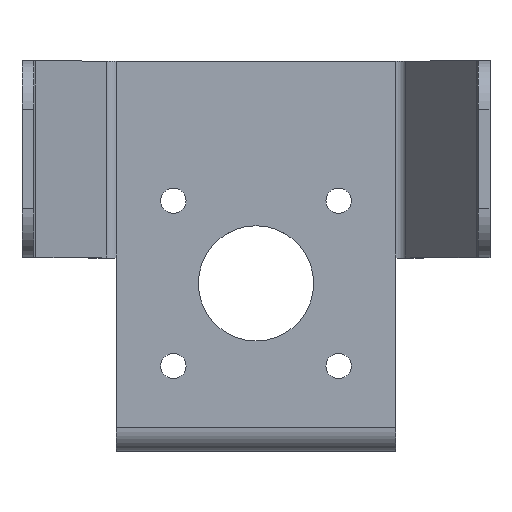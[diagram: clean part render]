
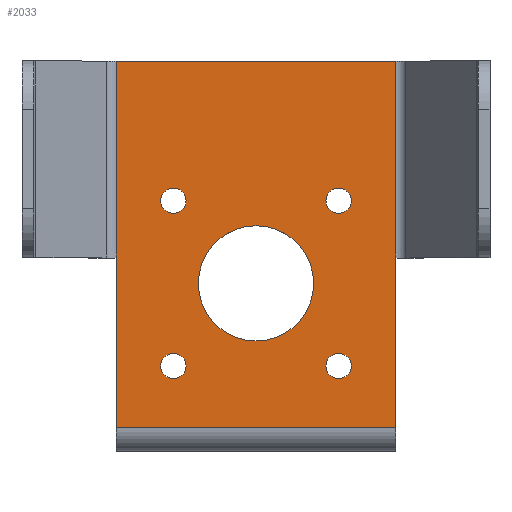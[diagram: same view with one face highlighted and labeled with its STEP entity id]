
A CAD part, top view. The second image highlights one B-rep face of the part: STEP entity #2033.
In plain terms, the highlighted planar face has unit normal (0, 0, 1).
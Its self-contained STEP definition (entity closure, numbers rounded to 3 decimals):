
#497=DIRECTION('',(-1.,0.,0.));
#498=VECTOR('',#497,71.733);
#499=CARTESIAN_POINT('',(35.867,100.,3.));
#500=LINE('',#499,#498);
#525=DIRECTION('',(0.,1.,0.));
#526=VECTOR('',#525,43.5);
#527=CARTESIAN_POINT('',(-35.867,6.,3.));
#528=LINE('',#527,#526);
#532=DIRECTION('',(0.,1.,0.));
#533=VECTOR('',#532,43.5);
#534=CARTESIAN_POINT('',(35.867,6.,3.));
#535=LINE('',#534,#533);
#539=CARTESIAN_POINT('',(0.,43.,3.));
#540=DIRECTION('',(0.,0.,-1.));
#541=DIRECTION('',(1.,0.,0.));
#542=AXIS2_PLACEMENT_3D('',#539,#540,#541);
#547=CARTESIAN_POINT('',(0.,43.,3.));
#548=DIRECTION('',(0.,0.,-1.));
#549=DIRECTION('',(-1.,0.,0.));
#550=AXIS2_PLACEMENT_3D('',#547,#548,#549);
#555=CARTESIAN_POINT('',(21.188,21.812,3.));
#556=DIRECTION('',(0.,0.,-1.));
#557=DIRECTION('',(1.,0.,0.));
#558=AXIS2_PLACEMENT_3D('',#555,#556,#557);
#563=CARTESIAN_POINT('',(21.188,21.812,3.));
#564=DIRECTION('',(0.,0.,-1.));
#565=DIRECTION('',(-1.,0.,0.));
#566=AXIS2_PLACEMENT_3D('',#563,#564,#565);
#571=CARTESIAN_POINT('',(-21.188,21.812,3.));
#572=DIRECTION('',(0.,0.,-1.));
#573=DIRECTION('',(1.,0.,0.));
#574=AXIS2_PLACEMENT_3D('',#571,#572,#573);
#579=CARTESIAN_POINT('',(-21.188,21.812,3.));
#580=DIRECTION('',(0.,0.,-1.));
#581=DIRECTION('',(-1.,0.,0.));
#582=AXIS2_PLACEMENT_3D('',#579,#580,#581);
#587=CARTESIAN_POINT('',(-21.188,64.189,3.));
#588=DIRECTION('',(0.,0.,-1.));
#589=DIRECTION('',(1.,0.,0.));
#590=AXIS2_PLACEMENT_3D('',#587,#588,#589);
#595=CARTESIAN_POINT('',(-21.188,64.189,3.));
#596=DIRECTION('',(0.,0.,-1.));
#597=DIRECTION('',(-1.,0.,0.));
#598=AXIS2_PLACEMENT_3D('',#595,#596,#597);
#603=CARTESIAN_POINT('',(21.188,64.189,3.));
#604=DIRECTION('',(0.,0.,-1.));
#605=DIRECTION('',(1.,0.,0.));
#606=AXIS2_PLACEMENT_3D('',#603,#604,#605);
#611=CARTESIAN_POINT('',(21.188,64.189,3.));
#612=DIRECTION('',(0.,0.,-1.));
#613=DIRECTION('',(-1.,0.,0.));
#614=AXIS2_PLACEMENT_3D('',#611,#612,#613);
#634=DIRECTION('',(-1.,0.,0.));
#635=VECTOR('',#634,71.733);
#636=CARTESIAN_POINT('',(35.867,6.,3.));
#637=LINE('',#636,#635);
#964=DIRECTION('',(0.,1.,0.));
#965=VECTOR('',#964,50.5);
#966=CARTESIAN_POINT('',(-35.867,49.5,3.));
#967=LINE('',#966,#965);
#1292=DIRECTION('',(0.,1.,0.));
#1293=VECTOR('',#1292,50.5);
#1294=CARTESIAN_POINT('',(35.867,49.5,3.));
#1295=LINE('',#1294,#1293);
#1424=CARTESIAN_POINT('',(35.867,100.,3.));
#1426=VERTEX_POINT('',#1424);
#1442=CARTESIAN_POINT('',(35.867,49.5,3.));
#1443=VERTEX_POINT('',#1442);
#1464=CARTESIAN_POINT('',(-35.867,100.,3.));
#1466=VERTEX_POINT('',#1464);
#1482=CARTESIAN_POINT('',(-35.867,49.5,3.));
#1483=VERTEX_POINT('',#1482);
#1544=CARTESIAN_POINT('',(-35.867,6.,3.));
#1545=VERTEX_POINT('',#1544);
#1546=CARTESIAN_POINT('',(35.867,6.,3.));
#1547=VERTEX_POINT('',#1546);
#1608=CARTESIAN_POINT('',(24.443,64.189,3.));
#1609=CARTESIAN_POINT('',(17.933,64.189,3.));
#1610=VERTEX_POINT('',#1608);
#1611=VERTEX_POINT('',#1609);
#1612=CARTESIAN_POINT('',(-17.933,64.189,3.));
#1613=CARTESIAN_POINT('',(-24.443,64.189,3.));
#1614=VERTEX_POINT('',#1612);
#1615=VERTEX_POINT('',#1613);
#1616=CARTESIAN_POINT('',(-17.933,21.812,3.));
#1617=CARTESIAN_POINT('',(-24.443,21.812,3.));
#1618=VERTEX_POINT('',#1616);
#1619=VERTEX_POINT('',#1617);
#1620=CARTESIAN_POINT('',(24.443,21.812,3.));
#1621=CARTESIAN_POINT('',(17.933,21.812,3.));
#1622=VERTEX_POINT('',#1620);
#1623=VERTEX_POINT('',#1621);
#1624=CARTESIAN_POINT('',(14.775,43.,3.));
#1625=CARTESIAN_POINT('',(-14.775,43.,3.));
#1626=VERTEX_POINT('',#1624);
#1627=VERTEX_POINT('',#1625);
#1986=CARTESIAN_POINT('',(38.99,0.,3.));
#1987=DIRECTION('',(0.,0.,-1.));
#1988=DIRECTION('',(-1.,0.,0.));
#1989=AXIS2_PLACEMENT_3D('',#1986,#1987,#1988);
#1990=PLANE('',#1989);
#1992=ORIENTED_EDGE('',*,*,#1991,.T.);
#1994=ORIENTED_EDGE('',*,*,#1993,.T.);
#1996=ORIENTED_EDGE('',*,*,#1995,.T.);
#1997=ORIENTED_EDGE('',*,*,#1977,.F.);
#1999=ORIENTED_EDGE('',*,*,#1998,.F.);
#2000=ORIENTED_EDGE('',*,*,#1918,.F.);
#2001=EDGE_LOOP('',(#1992,#1994,#1996,#1997,#1999,#2000));
#2002=FACE_OUTER_BOUND('',#2001,.F.);
#2004=ORIENTED_EDGE('',*,*,#2003,.F.);
#2006=ORIENTED_EDGE('',*,*,#2005,.F.);
#2007=EDGE_LOOP('',(#2004,#2006));
#2008=FACE_BOUND('',#2007,.F.);
#2010=ORIENTED_EDGE('',*,*,#2009,.F.);
#2012=ORIENTED_EDGE('',*,*,#2011,.F.);
#2013=EDGE_LOOP('',(#2010,#2012));
#2014=FACE_BOUND('',#2013,.F.);
#2016=ORIENTED_EDGE('',*,*,#2015,.F.);
#2018=ORIENTED_EDGE('',*,*,#2017,.F.);
#2019=EDGE_LOOP('',(#2016,#2018));
#2020=FACE_BOUND('',#2019,.F.);
#2022=ORIENTED_EDGE('',*,*,#2021,.F.);
#2024=ORIENTED_EDGE('',*,*,#2023,.F.);
#2025=EDGE_LOOP('',(#2022,#2024));
#2026=FACE_BOUND('',#2025,.F.);
#2028=ORIENTED_EDGE('',*,*,#2027,.F.);
#2030=ORIENTED_EDGE('',*,*,#2029,.F.);
#2031=EDGE_LOOP('',(#2028,#2030));
#2032=FACE_BOUND('',#2031,.F.);
#2033=ADVANCED_FACE('',(#2002,#2008,#2014,#2020,#2026,#2032),#1990,.F.);
#543=CIRCLE('',#542,14.775);
#551=CIRCLE('',#550,14.775);
#559=CIRCLE('',#558,3.255);
#567=CIRCLE('',#566,3.255);
#575=CIRCLE('',#574,3.255);
#583=CIRCLE('',#582,3.255);
#591=CIRCLE('',#590,3.255);
#599=CIRCLE('',#598,3.255);
#607=CIRCLE('',#606,3.255);
#615=CIRCLE('',#614,3.255);
#1918=EDGE_CURVE('',#1547,#1443,#535,.T.);
#1977=EDGE_CURVE('',#1426,#1466,#500,.T.);
#1991=EDGE_CURVE('',#1547,#1545,#637,.T.);
#1993=EDGE_CURVE('',#1545,#1483,#528,.T.);
#1995=EDGE_CURVE('',#1483,#1466,#967,.T.);
#1998=EDGE_CURVE('',#1443,#1426,#1295,.T.);
#2003=EDGE_CURVE('',#1626,#1627,#543,.T.);
#2005=EDGE_CURVE('',#1627,#1626,#551,.T.);
#2009=EDGE_CURVE('',#1622,#1623,#559,.T.);
#2011=EDGE_CURVE('',#1623,#1622,#567,.T.);
#2015=EDGE_CURVE('',#1618,#1619,#575,.T.);
#2017=EDGE_CURVE('',#1619,#1618,#583,.T.);
#2021=EDGE_CURVE('',#1614,#1615,#591,.T.);
#2023=EDGE_CURVE('',#1615,#1614,#599,.T.);
#2027=EDGE_CURVE('',#1610,#1611,#607,.T.);
#2029=EDGE_CURVE('',#1611,#1610,#615,.T.);
